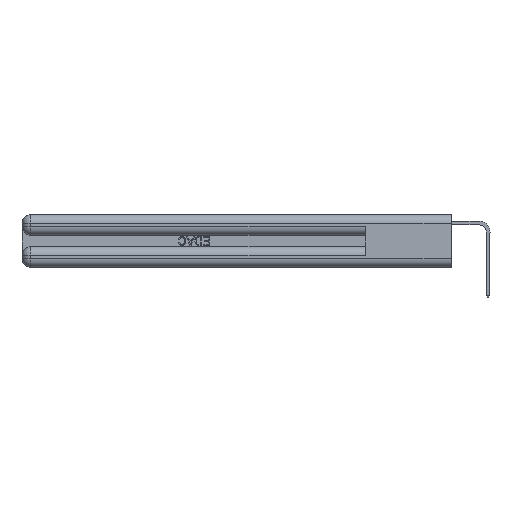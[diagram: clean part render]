
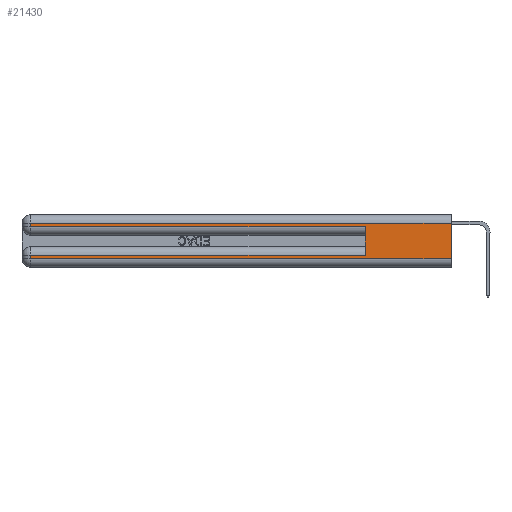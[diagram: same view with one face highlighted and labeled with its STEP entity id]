
A CAD part, left-side view. The second image highlights one B-rep face of the part: STEP entity #21430.
In plain terms, the highlighted planar face has unit normal (-1, 0, 0).
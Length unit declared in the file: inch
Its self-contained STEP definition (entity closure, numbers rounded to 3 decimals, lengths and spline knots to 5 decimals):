
#329 = DIRECTION ( 'NONE',  ( 0., 0., -1. ) ) ;
#620 = VECTOR ( 'NONE', #24861, 39.37008 ) ;
#949 = DIRECTION ( 'NONE',  ( 0., 0., -1. ) ) ;
#3027 = VERTEX_POINT ( 'NONE', #12987 ) ;
#3529 = LINE ( 'NONE', #27096, #20680 ) ;
#4791 = VERTEX_POINT ( 'NONE', #22367 ) ;
#5180 = VECTOR ( 'NONE', #11004, 39.37008 ) ;
#6210 = ORIENTED_EDGE ( 'NONE', *, *, #11701, .T. ) ;
#6853 = EDGE_CURVE ( 'NONE', #10786, #26495, #11551, .T. ) ;
#7086 = VERTEX_POINT ( 'NONE', #26721 ) ;
#7189 = AXIS2_PLACEMENT_3D ( 'NONE', #25472, #14324, #949 ) ;
#7350 = LINE ( 'NONE', #21849, #18525 ) ;
#7982 = CARTESIAN_POINT ( 'NONE',  ( 0., 2.94, 0.06 ) ) ;
#8741 = CARTESIAN_POINT ( 'NONE',  ( 0., 0.6, 0.145 ) ) ;
#9792 = CARTESIAN_POINT ( 'NONE',  ( 0., 0.6, 0.285 ) ) ;
#9795 = ORIENTED_EDGE ( 'NONE', *, *, #17866, .T. ) ;
#9874 = VECTOR ( 'NONE', #11245, 39.37008 ) ;
#10564 = EDGE_CURVE ( 'NONE', #3027, #7086, #16234, .T. ) ;
#10677 = DIRECTION ( 'NONE',  ( 0., 0., -1. ) ) ;
#10734 = CARTESIAN_POINT ( 'NONE',  ( 0., 2.94, 0.285 ) ) ;
#10786 = VERTEX_POINT ( 'NONE', #25643 ) ;
#10825 = LINE ( 'NONE', #27388, #16056 ) ;
#11004 = DIRECTION ( 'NONE',  ( 0., 0., 1. ) ) ;
#11245 = DIRECTION ( 'NONE',  ( 0., -1., 0. ) ) ;
#11455 = CARTESIAN_POINT ( 'NONE',  ( 0., 0., 0.31 ) ) ;
#11551 = LINE ( 'NONE', #21368, #27282 ) ;
#11701 = EDGE_CURVE ( 'NONE', #12921, #14936, #27712, .T. ) ;
#12068 = PLANE ( 'NONE',  #7189 ) ;
#12155 = ORIENTED_EDGE ( 'NONE', *, *, #23129, .F. ) ;
#12921 = VERTEX_POINT ( 'NONE', #7982 ) ;
#12987 = CARTESIAN_POINT ( 'NONE',  ( 0., 0.6, 0.085 ) ) ;
#13085 = EDGE_LOOP ( 'NONE', ( #13539, #9795, #19971, #25465, #12155, #14026, #27804, #6210 ) ) ;
#13463 = CARTESIAN_POINT ( 'NONE',  ( 0., 0., 0.085 ) ) ;
#13539 = ORIENTED_EDGE ( 'NONE', *, *, #16001, .F. ) ;
#13567 = DIRECTION ( 'NONE',  ( 0., 1., 0. ) ) ;
#13690 = FACE_OUTER_BOUND ( 'NONE', #13085, .T. ) ;
#14026 = ORIENTED_EDGE ( 'NONE', *, *, #10564, .T. ) ;
#14324 = DIRECTION ( 'NONE',  ( 1., 0., 0. ) ) ;
#14936 = VERTEX_POINT ( 'NONE', #15202 ) ;
#15202 = CARTESIAN_POINT ( 'NONE',  ( 0., 0., 0.06 ) ) ;
#16001 = EDGE_CURVE ( 'NONE', #4791, #14936, #3529, .T. ) ;
#16056 = VECTOR ( 'NONE', #16222, 39.37008 ) ;
#16222 = DIRECTION ( 'NONE',  ( 0., -1., 0. ) ) ;
#16234 = LINE ( 'NONE', #13463, #21524 ) ;
#17022 = LINE ( 'NONE', #8741, #5180 ) ;
#17411 = VERTEX_POINT ( 'NONE', #9792 ) ;
#17866 = EDGE_CURVE ( 'NONE', #4791, #10786, #24403, .T. ) ;
#18525 = VECTOR ( 'NONE', #10677, 39.37008 ) ;
#19971 = ORIENTED_EDGE ( 'NONE', *, *, #6853, .T. ) ;
#20055 = CARTESIAN_POINT ( 'NONE',  ( 0., 0., 0.06 ) ) ;
#20680 = VECTOR ( 'NONE', #329, 39.37008 ) ;
#21368 = CARTESIAN_POINT ( 'NONE',  ( 0., 2.94, 0.37 ) ) ;
#21430 = ADVANCED_FACE ( 'NONE', ( #13690 ), #12068, .F. ) ;
#21524 = VECTOR ( 'NONE', #13567, 39.37008 ) ;
#21684 = EDGE_CURVE ( 'NONE', #7086, #12921, #7350, .T. ) ;
#21849 = CARTESIAN_POINT ( 'NONE',  ( 0., 2.94, 0.37 ) ) ;
#22022 = EDGE_CURVE ( 'NONE', #26495, #17411, #10825, .T. ) ;
#22367 = CARTESIAN_POINT ( 'NONE',  ( 0., 0., 0.31 ) ) ;
#23129 = EDGE_CURVE ( 'NONE', #3027, #17411, #17022, .T. ) ;
#23604 = DIRECTION ( 'NONE',  ( 0., 0., -1. ) ) ;
#24403 = LINE ( 'NONE', #11455, #620 ) ;
#24861 = DIRECTION ( 'NONE',  ( 0., 1., 0. ) ) ;
#25465 = ORIENTED_EDGE ( 'NONE', *, *, #22022, .T. ) ;
#25472 = CARTESIAN_POINT ( 'NONE',  ( 0., 0., 0.37 ) ) ;
#25643 = CARTESIAN_POINT ( 'NONE',  ( 0., 2.94, 0.31 ) ) ;
#26495 = VERTEX_POINT ( 'NONE', #10734 ) ;
#26721 = CARTESIAN_POINT ( 'NONE',  ( 0., 2.94, 0.085 ) ) ;
#27096 = CARTESIAN_POINT ( 'NONE',  ( 0., 0., 0.37 ) ) ;
#27282 = VECTOR ( 'NONE', #23604, 39.37008 ) ;
#27388 = CARTESIAN_POINT ( 'NONE',  ( 0., 0., 0.285 ) ) ;
#27712 = LINE ( 'NONE', #20055, #9874 ) ;
#27804 = ORIENTED_EDGE ( 'NONE', *, *, #21684, .T. ) ;
